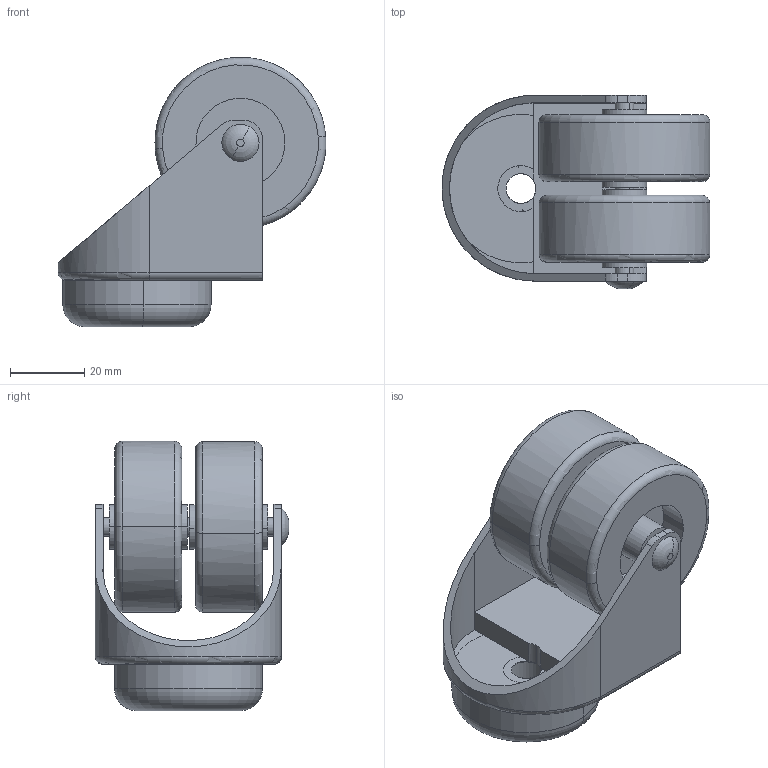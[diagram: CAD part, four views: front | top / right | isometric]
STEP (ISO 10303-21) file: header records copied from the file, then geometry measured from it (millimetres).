
FILE_DESCRIPTION (( 'STEP AP203' ), '1' );
FILE_NAME ('AL-SChnd25.STEP', '2024-11-06T12:41:54', ( '' ), ( '' ), 'SwSTEP 2.0', 'SolidWorks 2021', '' );
FILE_SCHEMA (( 'CONFIG_CONTROL_DESIGN' ));
Length unit declared in the file: millimetre
Products named in the file (1): AL-SChnd25
Bounding box: 72.07 x 52.1 x 72.48 mm (x, y, z)
Volume: 78471.4 mm3; surface area: 32025.3 mm2
Topology: 5 solids, 5 shells, 103 faces, 235 edges, 150 vertices
Faces by surface type: cylinder 49, plane 34, torus 20
Entity records: 3405 total; most frequent: CARTESIAN_POINT 898, DIRECTION 556, ORIENTED_EDGE 470, EDGE_CURVE 235, AXIS2_PLACEMENT_3D 234, VERTEX_POINT 150, CIRCLE 130, EDGE_LOOP 123
